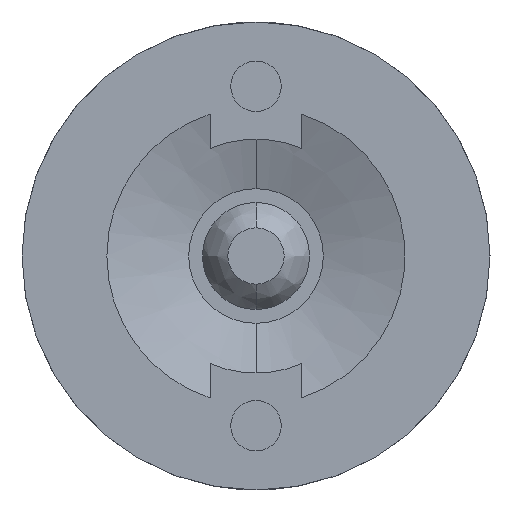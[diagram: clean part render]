
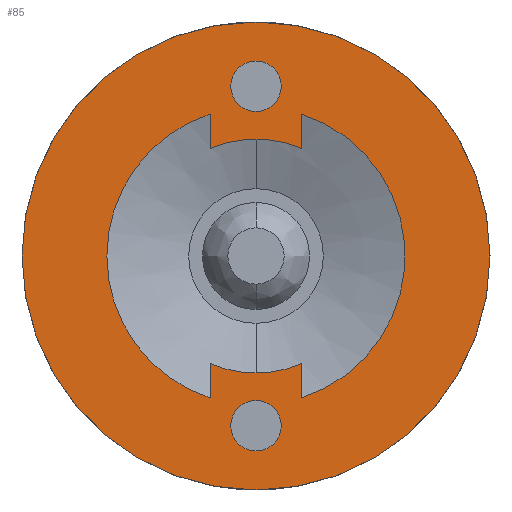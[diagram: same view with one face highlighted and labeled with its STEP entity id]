
A CAD part, front view. The second image highlights one B-rep face of the part: STEP entity #85.
In plain terms, the highlighted planar face has unit normal (0, -1, 0).
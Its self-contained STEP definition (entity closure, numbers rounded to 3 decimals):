
#6 = DIRECTION ( 'NONE',  ( 0., 0., -1. ) ) ;
#13 = CIRCLE ( 'NONE', #175, 5.5 ) ;
#16 = DIRECTION ( 'NONE',  ( 0., 0., -1. ) ) ;
#17 = FACE_BOUND ( 'NONE', #2199, .T. ) ;
#39 = CARTESIAN_POINT ( 'NONE',  ( 0., -95., -25.5 ) ) ;
#85 = ADVANCED_FACE ( 'NONE', ( #1020, #1968, #17, #745 ), #977, .F. ) ;
#101 = VECTOR ( 'NONE', #806, 1000. ) ;
#114 = ORIENTED_EDGE ( 'NONE', *, *, #381, .F. ) ;
#118 = DIRECTION ( 'NONE',  ( -1., 0., 0. ) ) ;
#123 = ORIENTED_EDGE ( 'NONE', *, *, #555, .F. ) ;
#125 = CARTESIAN_POINT ( 'NONE',  ( 0., -95., -37. ) ) ;
#134 = CIRCLE ( 'NONE', #2282, 25.5 ) ;
#138 = CARTESIAN_POINT ( 'NONE',  ( 0., -95., -31.5 ) ) ;
#172 = CARTESIAN_POINT ( 'NONE',  ( -10., -95., 0. ) ) ;
#175 = AXIS2_PLACEMENT_3D ( 'NONE', #1224, #1430, #239 ) ;
#196 = EDGE_LOOP ( 'NONE', ( #1124, #1844 ) ) ;
#204 = LINE ( 'NONE', #172, #101 ) ;
#207 = DIRECTION ( 'NONE',  ( 0., 0., -1. ) ) ;
#239 = DIRECTION ( 'NONE',  ( 0., 0., -1. ) ) ;
#240 = DIRECTION ( 'NONE',  ( -1., 0., 0. ) ) ;
#255 = ORIENTED_EDGE ( 'NONE', *, *, #571, .F. ) ;
#264 = EDGE_CURVE ( 'NONE', #2589, #495, #680, .T. ) ;
#287 = CARTESIAN_POINT ( 'NONE',  ( 10., -95., -23.457 ) ) ;
#297 = DIRECTION ( 'NONE',  ( 0., 0., 1. ) ) ;
#322 = EDGE_CURVE ( 'NONE', #2491, #1679, #2421, .T. ) ;
#381 = EDGE_CURVE ( 'NONE', #1891, #2325, #1992, .T. ) ;
#382 = VERTEX_POINT ( 'NONE', #1818 ) ;
#403 = DIRECTION ( 'NONE',  ( 0., -1., 0. ) ) ;
#417 = VERTEX_POINT ( 'NONE', #2283 ) ;
#424 = ORIENTED_EDGE ( 'NONE', *, *, #2352, .F. ) ;
#435 = VECTOR ( 'NONE', #6, 1000. ) ;
#495 = VERTEX_POINT ( 'NONE', #1688 ) ;
#532 = DIRECTION ( 'NONE',  ( 0., -1., 0. ) ) ;
#549 = ORIENTED_EDGE ( 'NONE', *, *, #2327, .F. ) ;
#550 = CIRCLE ( 'NONE', #2029, 51. ) ;
#551 = CARTESIAN_POINT ( 'NONE',  ( 10., -95., 0. ) ) ;
#553 = DIRECTION ( 'NONE',  ( 0., 1., 0. ) ) ;
#555 = EDGE_CURVE ( 'NONE', #1336, #1257, #204, .T. ) ;
#571 = EDGE_CURVE ( 'NONE', #1147, #417, #790, .T. ) ;
#640 = AXIS2_PLACEMENT_3D ( 'NONE', #1778, #1792, #2403 ) ;
#680 = CIRCLE ( 'NONE', #1739, 5.5 ) ;
#682 = AXIS2_PLACEMENT_3D ( 'NONE', #2174, #2005, #207 ) ;
#686 = VECTOR ( 'NONE', #1254, 1000. ) ;
#741 = VERTEX_POINT ( 'NONE', #862 ) ;
#744 = DIRECTION ( 'NONE',  ( 0., -1., 0. ) ) ;
#745 = FACE_OUTER_BOUND ( 'NONE', #2570, .T. ) ;
#770 = CARTESIAN_POINT ( 'NONE',  ( 0., -95., 0. ) ) ;
#790 = LINE ( 'NONE', #995, #435 ) ;
#793 = CIRCLE ( 'NONE', #2191, 32.5 ) ;
#794 = CIRCLE ( 'NONE', #1652, 32.5 ) ;
#796 = DIRECTION ( 'NONE',  ( -1., 0., 0. ) ) ;
#806 = DIRECTION ( 'NONE',  ( 0., 0., 1. ) ) ;
#816 = DIRECTION ( 'NONE',  ( -1., 0., 0. ) ) ;
#825 = CARTESIAN_POINT ( 'NONE',  ( 0., -95., 0. ) ) ;
#839 = CARTESIAN_POINT ( 'NONE',  ( -51., -95., 0. ) ) ;
#841 = AXIS2_PLACEMENT_3D ( 'NONE', #125, #1517, #297 ) ;
#848 = CARTESIAN_POINT ( 'NONE',  ( 51., -95., 0. ) ) ;
#862 = CARTESIAN_POINT ( 'NONE',  ( 10., -95., -30.923 ) ) ;
#918 = ORIENTED_EDGE ( 'NONE', *, *, #2426, .F. ) ;
#960 = AXIS2_PLACEMENT_3D ( 'NONE', #1078, #1638, #240 ) ;
#968 = ORIENTED_EDGE ( 'NONE', *, *, #2132, .F. ) ;
#977 = PLANE ( 'NONE',  #2331 ) ;
#995 = CARTESIAN_POINT ( 'NONE',  ( 10., -95., 0. ) ) ;
#996 = EDGE_CURVE ( 'NONE', #1010, #1322, #1021, .T. ) ;
#1010 = VERTEX_POINT ( 'NONE', #2274 ) ;
#1020 = FACE_BOUND ( 'NONE', #1373, .T. ) ;
#1021 = LINE ( 'NONE', #1278, #686 ) ;
#1048 = EDGE_CURVE ( 'NONE', #2325, #1891, #13, .T. ) ;
#1072 = CARTESIAN_POINT ( 'NONE',  ( -10., -95., 30.923 ) ) ;
#1078 = CARTESIAN_POINT ( 'NONE',  ( 0., -95., 0. ) ) ;
#1124 = ORIENTED_EDGE ( 'NONE', *, *, #264, .F. ) ;
#1147 = VERTEX_POINT ( 'NONE', #2450 ) ;
#1195 = EDGE_CURVE ( 'NONE', #1322, #382, #793, .T. ) ;
#1224 = CARTESIAN_POINT ( 'NONE',  ( 0., -95., 37. ) ) ;
#1254 = DIRECTION ( 'NONE',  ( 0., 0., 1. ) ) ;
#1257 = VERTEX_POINT ( 'NONE', #1512 ) ;
#1278 = CARTESIAN_POINT ( 'NONE',  ( -10., -95., 0. ) ) ;
#1282 = CIRCLE ( 'NONE', #1823, 25.5 ) ;
#1322 = VERTEX_POINT ( 'NONE', #1072 ) ;
#1336 = VERTEX_POINT ( 'NONE', #1887 ) ;
#1341 = ORIENTED_EDGE ( 'NONE', *, *, #1433, .F. ) ;
#1373 = EDGE_LOOP ( 'NONE', ( #2193, #114 ) ) ;
#1430 = DIRECTION ( 'NONE',  ( 0., -1., 0. ) ) ;
#1433 = EDGE_CURVE ( 'NONE', #417, #1010, #134, .T. ) ;
#1473 = CARTESIAN_POINT ( 'NONE',  ( 0., -95., -37. ) ) ;
#1512 = CARTESIAN_POINT ( 'NONE',  ( -10., -95., -23.457 ) ) ;
#1517 = DIRECTION ( 'NONE',  ( 0., -1., 0. ) ) ;
#1561 = DIRECTION ( 'NONE',  ( 0., 0., -1. ) ) ;
#1562 = CARTESIAN_POINT ( 'NONE',  ( 53.084, -95., 53.04 ) ) ;
#1619 = CIRCLE ( 'NONE', #1947, 25.5 ) ;
#1620 = VERTEX_POINT ( 'NONE', #287 ) ;
#1621 = DIRECTION ( 'NONE',  ( 0., -1., 0. ) ) ;
#1638 = DIRECTION ( 'NONE',  ( 0., -1., 0. ) ) ;
#1640 = CARTESIAN_POINT ( 'NONE',  ( 0., -95., 0. ) ) ;
#1652 = AXIS2_PLACEMENT_3D ( 'NONE', #2106, #532, #118 ) ;
#1658 = DIRECTION ( 'NONE',  ( 0., -1., 0. ) ) ;
#1670 = DIRECTION ( 'NONE',  ( 0., 0., 1. ) ) ;
#1679 = VERTEX_POINT ( 'NONE', #848 ) ;
#1688 = CARTESIAN_POINT ( 'NONE',  ( 0., -95., -42.5 ) ) ;
#1739 = AXIS2_PLACEMENT_3D ( 'NONE', #1473, #1658, #1670 ) ;
#1754 = ORIENTED_EDGE ( 'NONE', *, *, #1195, .F. ) ;
#1778 = CARTESIAN_POINT ( 'NONE',  ( 0., -95., 0. ) ) ;
#1787 = EDGE_CURVE ( 'NONE', #741, #1147, #794, .T. ) ;
#1792 = DIRECTION ( 'NONE',  ( 0., -1., 0. ) ) ;
#1805 = ORIENTED_EDGE ( 'NONE', *, *, #322, .T. ) ;
#1808 = DIRECTION ( 'NONE',  ( 0., 0., -1. ) ) ;
#1818 = CARTESIAN_POINT ( 'NONE',  ( -32.5, -95., 0. ) ) ;
#1823 = AXIS2_PLACEMENT_3D ( 'NONE', #2571, #1621, #16 ) ;
#1835 = DIRECTION ( 'NONE',  ( 0., -1., 0. ) ) ;
#1839 = DIRECTION ( 'NONE',  ( 0., -1., 0. ) ) ;
#1844 = ORIENTED_EDGE ( 'NONE', *, *, #2259, .F. ) ;
#1845 = ORIENTED_EDGE ( 'NONE', *, *, #1787, .F. ) ;
#1887 = CARTESIAN_POINT ( 'NONE',  ( -10., -95., -30.923 ) ) ;
#1891 = VERTEX_POINT ( 'NONE', #2332 ) ;
#1896 = ORIENTED_EDGE ( 'NONE', *, *, #2511, .T. ) ;
#1947 = AXIS2_PLACEMENT_3D ( 'NONE', #2395, #744, #1561 ) ;
#1968 = FACE_BOUND ( 'NONE', #196, .T. ) ;
#1985 = CIRCLE ( 'NONE', #841, 5.5 ) ;
#1992 = CIRCLE ( 'NONE', #682, 5.5 ) ;
#2005 = DIRECTION ( 'NONE',  ( 0., -1., 0. ) ) ;
#2008 = DIRECTION ( 'NONE',  ( 0., 0., -1. ) ) ;
#2024 = DIRECTION ( 'NONE',  ( -1., 0., 0. ) ) ;
#2029 = AXIS2_PLACEMENT_3D ( 'NONE', #825, #1839, #816 ) ;
#2106 = CARTESIAN_POINT ( 'NONE',  ( 0., -95., 0. ) ) ;
#2120 = VECTOR ( 'NONE', #1808, 1000. ) ;
#2132 = EDGE_CURVE ( 'NONE', #382, #1336, #2190, .T. ) ;
#2174 = CARTESIAN_POINT ( 'NONE',  ( 0., -95., 37. ) ) ;
#2190 = CIRCLE ( 'NONE', #960, 32.5 ) ;
#2191 = AXIS2_PLACEMENT_3D ( 'NONE', #770, #1835, #796 ) ;
#2193 = ORIENTED_EDGE ( 'NONE', *, *, #1048, .F. ) ;
#2199 = EDGE_LOOP ( 'NONE', ( #1341, #255, #1845, #549, #918, #424, #123, #968, #1754, #2328 ) ) ;
#2259 = EDGE_CURVE ( 'NONE', #495, #2589, #1985, .T. ) ;
#2274 = CARTESIAN_POINT ( 'NONE',  ( -10., -95., 23.457 ) ) ;
#2282 = AXIS2_PLACEMENT_3D ( 'NONE', #1640, #403, #2024 ) ;
#2283 = CARTESIAN_POINT ( 'NONE',  ( 10., -95., 23.457 ) ) ;
#2325 = VERTEX_POINT ( 'NONE', #2342 ) ;
#2327 = EDGE_CURVE ( 'NONE', #1620, #741, #2429, .T. ) ;
#2328 = ORIENTED_EDGE ( 'NONE', *, *, #996, .F. ) ;
#2331 = AXIS2_PLACEMENT_3D ( 'NONE', #1562, #553, #2008 ) ;
#2332 = CARTESIAN_POINT ( 'NONE',  ( 0., -95., 42.5 ) ) ;
#2342 = CARTESIAN_POINT ( 'NONE',  ( 0., -95., 31.5 ) ) ;
#2352 = EDGE_CURVE ( 'NONE', #1257, #2428, #1282, .T. ) ;
#2395 = CARTESIAN_POINT ( 'NONE',  ( 0., -95., 0. ) ) ;
#2403 = DIRECTION ( 'NONE',  ( -1., 0., 0. ) ) ;
#2421 = CIRCLE ( 'NONE', #640, 51. ) ;
#2426 = EDGE_CURVE ( 'NONE', #2428, #1620, #1619, .T. ) ;
#2428 = VERTEX_POINT ( 'NONE', #39 ) ;
#2429 = LINE ( 'NONE', #551, #2120 ) ;
#2450 = CARTESIAN_POINT ( 'NONE',  ( 10., -95., 30.923 ) ) ;
#2491 = VERTEX_POINT ( 'NONE', #839 ) ;
#2511 = EDGE_CURVE ( 'NONE', #1679, #2491, #550, .T. ) ;
#2570 = EDGE_LOOP ( 'NONE', ( #1805, #1896 ) ) ;
#2571 = CARTESIAN_POINT ( 'NONE',  ( 0., -95., 0. ) ) ;
#2589 = VERTEX_POINT ( 'NONE', #138 ) ;
